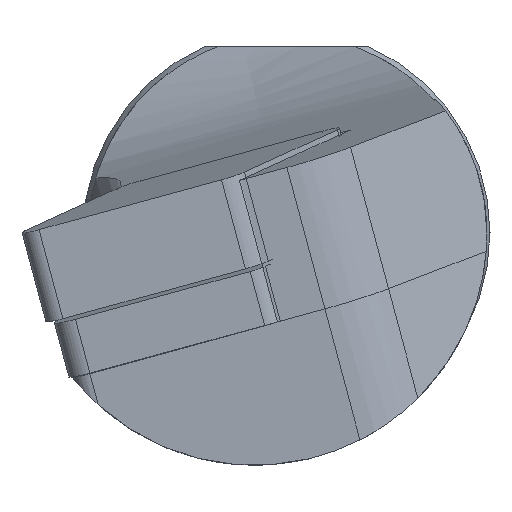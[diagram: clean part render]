
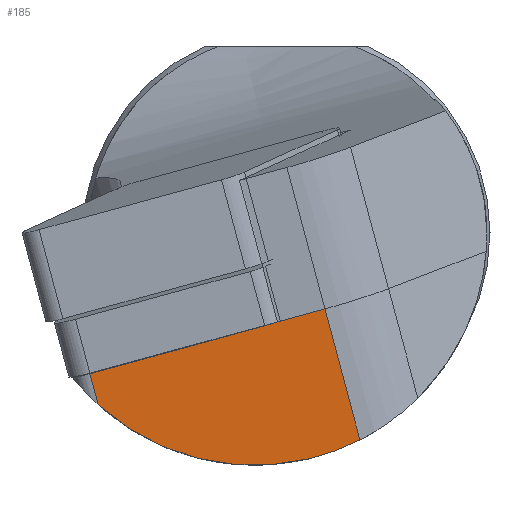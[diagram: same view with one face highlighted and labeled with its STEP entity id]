
A CAD part, left-side view. The second image highlights one B-rep face of the part: STEP entity #185.
In plain terms, the highlighted planar face has unit normal (-0.993, -0.076, -0.088).
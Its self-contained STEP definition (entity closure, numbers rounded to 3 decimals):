
#147=ELLIPSE('',#1025,11.503,11.425);
#185=ADVANCED_FACE('',(#264),#235,.F.);
#235=PLANE('',#1030);
#264=FACE_OUTER_BOUND('',#316,.T.);
#316=EDGE_LOOP('',(#533,#534,#535,#536,#537,#538));
#378=LINE('',#1468,#443);
#380=LINE('',#1471,#445);
#381=LINE('',#1472,#446);
#382=LINE('',#1474,#447);
#383=LINE('',#1476,#448);
#443=VECTOR('',#1155,1.);
#445=VECTOR('',#1159,1.);
#446=VECTOR('',#1160,1.);
#447=VECTOR('',#1161,1.);
#448=VECTOR('',#1162,1.);
#533=ORIENTED_EDGE('',*,*,#878,.F.);
#534=ORIENTED_EDGE('',*,*,#879,.F.);
#535=ORIENTED_EDGE('',*,*,#880,.F.);
#536=ORIENTED_EDGE('',*,*,#881,.F.);
#537=ORIENTED_EDGE('',*,*,#871,.T.);
#538=ORIENTED_EDGE('',*,*,#876,.T.);
#773=VERTEX_POINT('',#1396);
#782=VERTEX_POINT('',#1426);
#783=VERTEX_POINT('',#1428);
#786=VERTEX_POINT('',#1466);
#788=VERTEX_POINT('',#1473);
#789=VERTEX_POINT('',#1475);
#871=EDGE_CURVE('',#783,#782,#147,.T.);
#876=EDGE_CURVE('',#782,#786,#378,.T.);
#878=EDGE_CURVE('',#773,#786,#380,.T.);
#879=EDGE_CURVE('',#788,#773,#381,.T.);
#880=EDGE_CURVE('',#789,#788,#382,.T.);
#881=EDGE_CURVE('',#783,#789,#383,.T.);
#1025=AXIS2_PLACEMENT_3D('',#1427,#1147,#1148);
#1030=AXIS2_PLACEMENT_3D('',#1477,#1163,#1164);
#1147=DIRECTION('',(-0.993,-0.076,-0.088));
#1148=DIRECTION('',(-0.116,0.651,0.75));
#1155=DIRECTION('',(-0.105,0.257,0.961));
#1159=DIRECTION('',(0.05,-0.963,0.264));
#1160=DIRECTION('',(0.05,-0.963,0.264));
#1161=DIRECTION('',(0.05,-0.963,0.264));
#1162=DIRECTION('',(-0.105,0.257,0.961));
#1163=DIRECTION('',(0.993,0.076,0.088));
#1164=DIRECTION('',(0.088,0.,-0.996));
#1396=CARTESIAN_POINT('',(-142.147,-31.741,-4.499));
#1426=CARTESIAN_POINT('',(-141.323,-35.802,-10.301));
#1427=CARTESIAN_POINT('',(-142.619,-30.619,-0.12));
#1428=CARTESIAN_POINT('',(-142.461,-22.936,-8.576));
#1466=CARTESIAN_POINT('',(-142.024,-34.076,-3.86));
#1468=CARTESIAN_POINT('',(-167.078,27.62,226.391));
#1471=CARTESIAN_POINT('',(-142.024,-34.076,-3.86));
#1472=CARTESIAN_POINT('',(-142.024,-34.076,-3.86));
#1473=CARTESIAN_POINT('',(-142.15,-31.682,-4.515));
#1474=CARTESIAN_POINT('',(-142.024,-34.076,-3.86));
#1475=CARTESIAN_POINT('',(-142.63,-22.52,-7.022));
#1476=CARTESIAN_POINT('',(-167.684,39.176,223.229));
#1477=CARTESIAN_POINT('',(-167.078,27.62,226.391));
